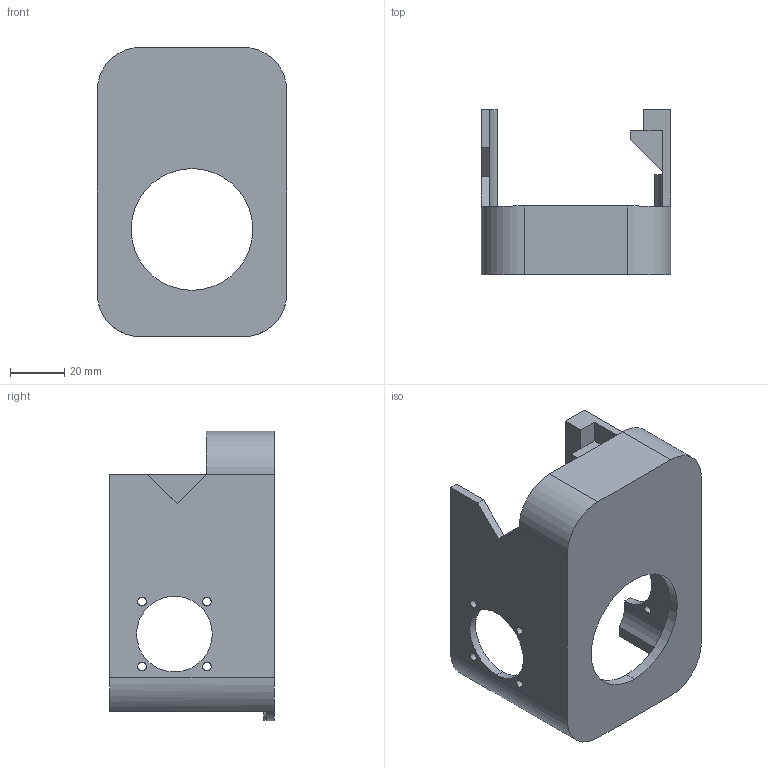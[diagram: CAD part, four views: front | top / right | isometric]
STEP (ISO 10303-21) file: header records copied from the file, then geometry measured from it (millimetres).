
FILE_DESCRIPTION (( 'STEP AP214' ), '1' );
FILE_NAME ('Body4.STEP', '2025-05-15T19:49:54', ( '' ), ( '' ), 'SwSTEP 2.0', 'SolidWorks 2024', '' );
FILE_SCHEMA (( 'AUTOMOTIVE_DESIGN' ));
Length unit declared in the file: millimetre
Products named in the file (1): Body4
Bounding box: 70.1 x 61 x 107 mm (x, y, z)
Volume: 50445.7 mm3; surface area: 35418.9 mm2
Topology: 1 solids, 1 shells, 95 faces, 253 edges, 165 vertices
Faces by surface type: cylinder 48, plane 47
Entity records: 3036 total; most frequent: DIRECTION 547, CARTESIAN_POINT 514, ORIENTED_EDGE 506, EDGE_CURVE 253, AXIS2_PLACEMENT_3D 198, VERTEX_POINT 165, LINE 151, VECTOR 151
